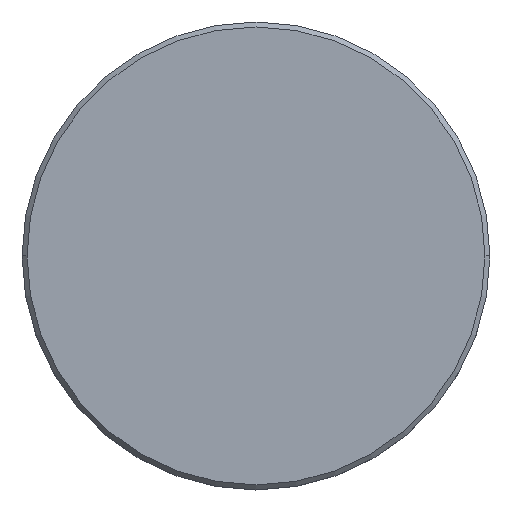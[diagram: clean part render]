
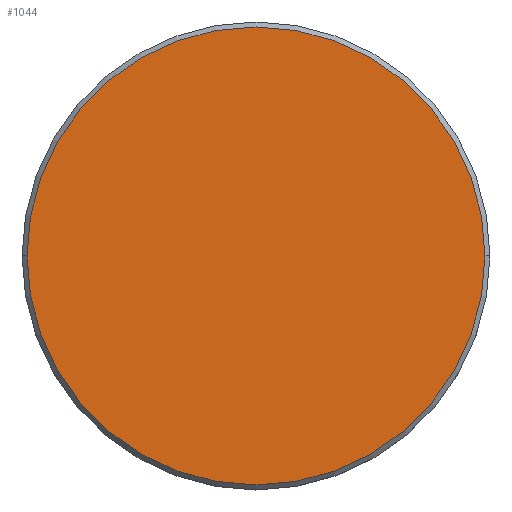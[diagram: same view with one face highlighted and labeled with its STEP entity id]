
A CAD part, top view. The second image highlights one B-rep face of the part: STEP entity #1044.
In plain terms, the highlighted planar face has unit normal (0, 0, 1).
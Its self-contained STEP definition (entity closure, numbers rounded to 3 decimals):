
#61 = CIRCLE ( 'NONE', #257, 23. ) ;
#63 = EDGE_CURVE ( 'NONE', #269, #1005, #710, .T. ) ;
#213 = EDGE_LOOP ( 'NONE', ( #667, #986 ) ) ;
#225 = CARTESIAN_POINT ( 'NONE',  ( -23., 0., 0. ) ) ;
#256 = DIRECTION ( 'NONE',  ( 0., 0., 1. ) ) ;
#257 = AXIS2_PLACEMENT_3D ( 'NONE', #478, #392, #741 ) ;
#261 = CARTESIAN_POINT ( 'NONE',  ( 0., 0., 0. ) ) ;
#269 = VERTEX_POINT ( 'NONE', #545 ) ;
#273 = DIRECTION ( 'NONE',  ( 1., 0., 0. ) ) ;
#360 = PLANE ( 'NONE',  #999 ) ;
#392 = DIRECTION ( 'NONE',  ( 0., 0., 1. ) ) ;
#394 = AXIS2_PLACEMENT_3D ( 'NONE', #261, #256, #769 ) ;
#478 = CARTESIAN_POINT ( 'NONE',  ( 0., 0., 0. ) ) ;
#545 = CARTESIAN_POINT ( 'NONE',  ( 23., 0., 0. ) ) ;
#667 = ORIENTED_EDGE ( 'NONE', *, *, #783, .T. ) ;
#710 = CIRCLE ( 'NONE', #394, 23. ) ;
#724 = FACE_OUTER_BOUND ( 'NONE', #213, .T. ) ;
#741 = DIRECTION ( 'NONE',  ( 1., 0., 0. ) ) ;
#769 = DIRECTION ( 'NONE',  ( 1., 0., 0. ) ) ;
#783 = EDGE_CURVE ( 'NONE', #1005, #269, #61, .T. ) ;
#888 = CARTESIAN_POINT ( 'NONE',  ( 0., 0., 0. ) ) ;
#986 = ORIENTED_EDGE ( 'NONE', *, *, #63, .T. ) ;
#999 = AXIS2_PLACEMENT_3D ( 'NONE', #888, #1154, #273 ) ;
#1005 = VERTEX_POINT ( 'NONE', #225 ) ;
#1044 = ADVANCED_FACE ( 'NONE', ( #724 ), #360, .T. ) ;
#1154 = DIRECTION ( 'NONE',  ( 0., 0., 1. ) ) ;
